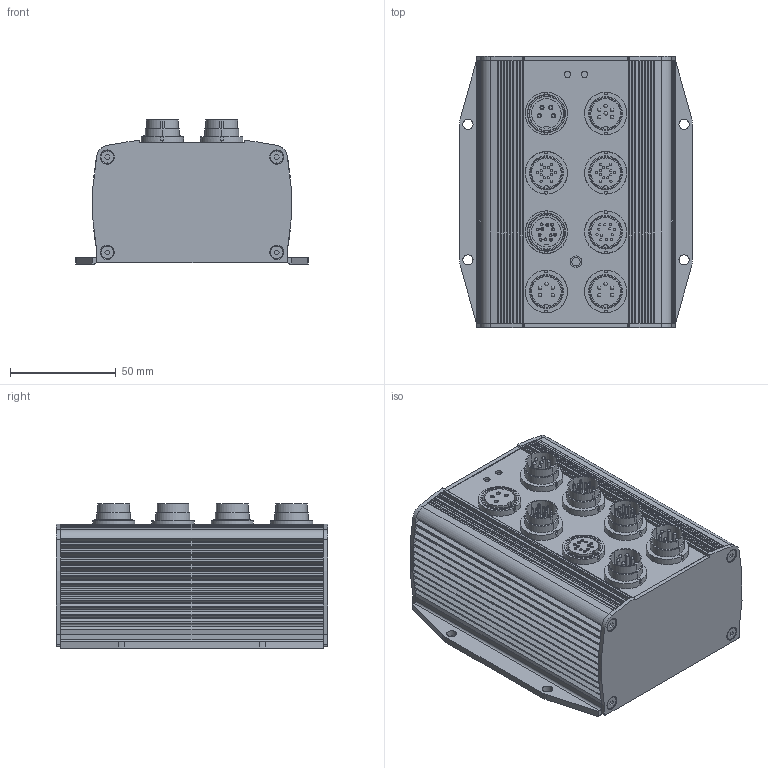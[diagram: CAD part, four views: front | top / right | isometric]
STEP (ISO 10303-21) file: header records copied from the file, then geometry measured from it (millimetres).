
FILE_DESCRIPTION((''),'2;1');
FILE_NAME('111114.1.stp','2015-07-23T14:32:44',(''),(''),'Mechanical Desktop 2009','Mechanical Desktop 2009',', , ');
FILE_SCHEMA(('CONFIG_CONTROL_DESIGN'));
Length unit declared in the file: millimetre
Products named in the file (23): E1111141; E1111143; E1111143A; EINPRESSGEWINDEBOLZEN_M4X10A; EINPRESSGEWINDEBOLZEN_M4X10; FLANSCHSTECKER_09-0115-89-05; FLANSCHSTECKER_09-0115-89-05A; FLANSCHSTECKER_09-0123-89-06A; FLANSCHSTECKER_09-0123-89-06; FLANSCHSTECKER_09-0131-80-12; FLANSCHSTECKER_09-0131-80-12A; FLANSCHSTECKER_09-0453-80-14; FLANSCHSTECKER_09-0453-80-14A; FLANSCHDOSE_09-0112-80-04A; FLANSCHDOSE_09-0112-80-04; FLANSCHDOSE_09-0132-80-12A; FLANSCHDOSE_09-0132-80-12; E1105119A; E1105119; SENKSCHRAUBE_I-6KT_M3X6A; SENKSCHRAUBE_I-6KT_M3X6; EINPRESSGEWINDEBOLZEN_M4X10AA; RM_SDB
Assembly tree (35 placements, depth 4):
  E1111141
    E1111143
      E1111143A
      EINPRESSGEWINDEBOLZEN_M4X10A
        EINPRESSGEWINDEBOLZEN_M4X10
    FLANSCHSTECKER_09-0115-89-05  x2
      FLANSCHSTECKER_09-0115-89-05A
    FLANSCHSTECKER_09-0123-89-06A
      FLANSCHSTECKER_09-0123-89-06
    FLANSCHSTECKER_09-0131-80-12
      FLANSCHSTECKER_09-0131-80-12A
    FLANSCHSTECKER_09-0453-80-14  x2
      FLANSCHSTECKER_09-0453-80-14A
    FLANSCHDOSE_09-0112-80-04A
      FLANSCHDOSE_09-0112-80-04
    FLANSCHDOSE_09-0132-80-12A
      FLANSCHDOSE_09-0132-80-12
    E1105119A  x2
      E1105119
    SENKSCHRAUBE_I-6KT_M3X6A  x8
      SENKSCHRAUBE_I-6KT_M3X6
    EINPRESSGEWINDEBOLZEN_M4X10AA
      EINPRESSGEWINDEBOLZEN_M4X10
    RM_SDB  x3
Bounding box: 110 x 128 x 68 mm (x, y, z)
Volume: 147219.4 mm3; surface area: 128325.7 mm2
Topology: 37 solids, 37 shells, 1641 faces, 3992 edges, 2568 vertices
Faces by surface type: cylinder 841, plane 564, cone 158, sphere 56, torus 20, bspline 2
Entity records: 36029 total; most frequent: DIRECTION 6804, CARTESIAN_POINT 6026, ORIENTED_EDGE 5710, EDGE_CURVE 2855, AXIS2_PLACEMENT_3D 2684, VERTEX_POINT 1866, EDGE_LOOP 1449, VECTOR 1436
